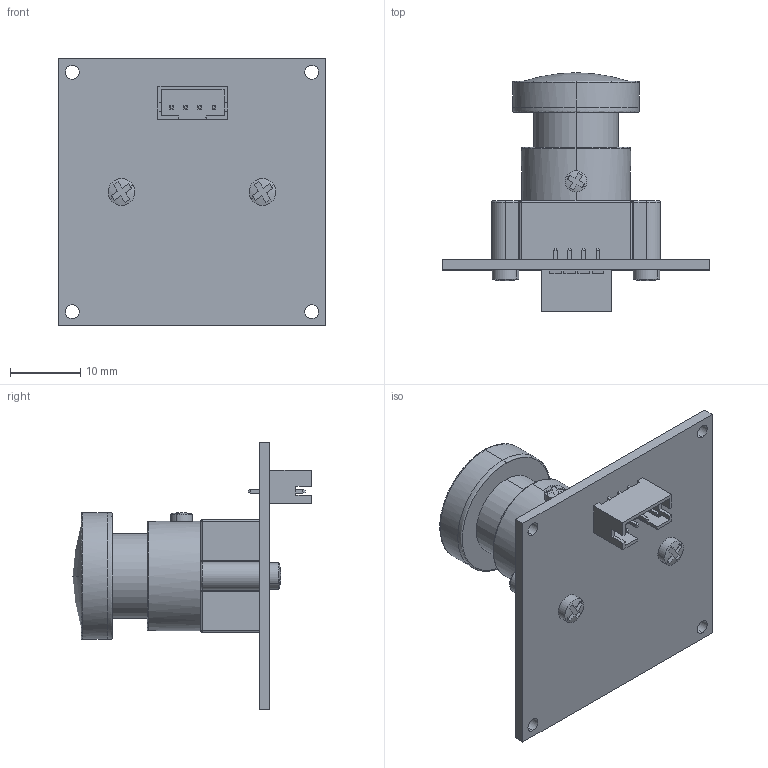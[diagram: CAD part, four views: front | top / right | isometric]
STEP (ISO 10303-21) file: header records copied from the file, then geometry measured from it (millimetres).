
FILE_DESCRIPTION (( 'STEP AP214' ), '1' );
FILE_NAME ('ELP-USBGS1200P01-H120.STEP', '2023-11-16T13:48:57', ( '' ), ( '' ), 'SwSTEP 2.0', 'SolidWorks 2023', '' );
FILE_SCHEMA (( 'AUTOMOTIVE_DESIGN' ));
Length unit declared in the file: millimetre
Products named in the file (1): ELP-USBGS1200P01-H120
Bounding box: 38 x 33.89 x 38 mm (x, y, z)
Surface area: 5531.5 mm2 (no closed solid volume)
Topology: 0 solids, 31 shells, 392 faces, 952 edges, 610 vertices
Faces by surface type: plane 296, cylinder 50, bspline 24, sphere 12, torus 10
Entity records: 12635 total; most frequent: CARTESIAN_POINT 3732, ORIENTED_EDGE 1814, DIRECTION 1639, EDGE_CURVE 948, VERTEX_POINT 610, VECTOR 573, LINE 573, AXIS2_PLACEMENT_3D 533
